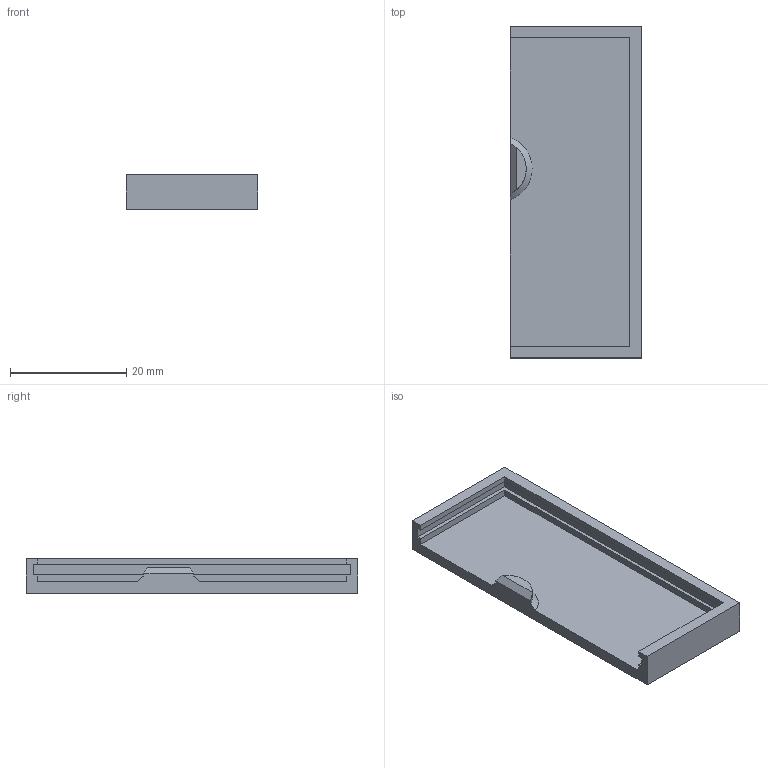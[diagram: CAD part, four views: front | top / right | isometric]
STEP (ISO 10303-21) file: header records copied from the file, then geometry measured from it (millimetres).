
FILE_DESCRIPTION(/* description */ (''),/* implementation_level */ '2;1');
FILE_NAME(/* name */ 'reaktor51_game_handle.step',/* time_stamp */ '2025-09-10T21:23:05+02:00',/* author */ (''),/* organization */ (''),/* preprocessor_version */ 'ST-DEVELOPER v20.1',/* originating_system */ 'Autodesk Translation Framework v14.10.0.0',/* authorisation */ '');
FILE_SCHEMA (('AUTOMOTIVE_DESIGN { 1 0 10303 214 3 1 1 }'));
Length unit declared in the file: millimetre
Products named in the file (1): Reaction game handle snap
Bounding box: 22.5 x 57 x 6 mm (x, y, z)
Volume: 3271.8 mm3; surface area: 3856.1 mm2
Topology: 1 solids, 1 shells, 22 faces, 60 edges, 40 vertices
Faces by surface type: plane 20, cone 1, cylinder 1
Entity records: 720 total; most frequent: CARTESIAN_POINT 127, ORIENTED_EDGE 120, DIRECTION 109, EDGE_CURVE 60, LINE 53, VECTOR 53, VERTEX_POINT 40, AXIS2_PLACEMENT_3D 28
